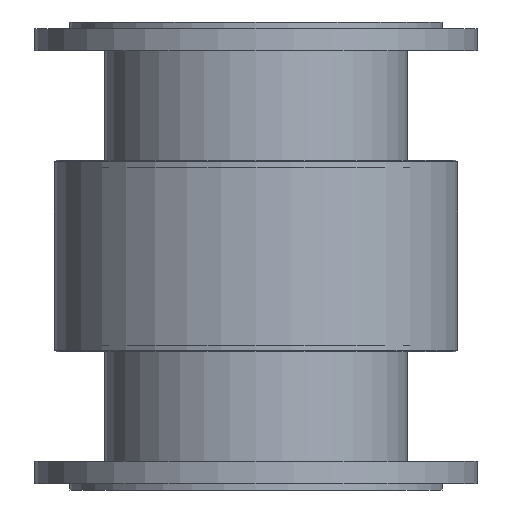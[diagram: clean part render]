
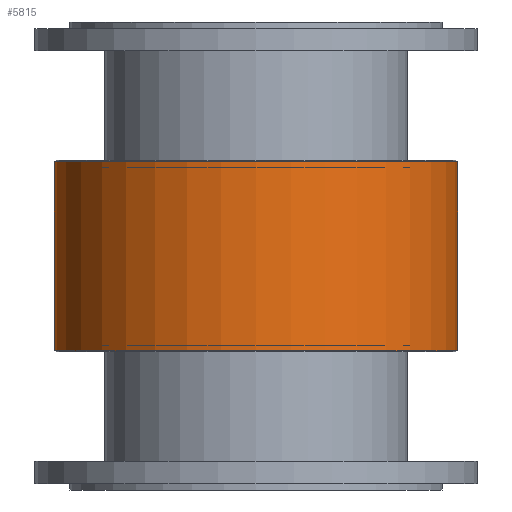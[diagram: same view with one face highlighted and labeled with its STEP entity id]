
A CAD part, front view. The second image highlights one B-rep face of the part: STEP entity #5815.
In plain terms, the highlighted cylindrical face has radius 237 mm (diameter 474 mm), a partial arc.
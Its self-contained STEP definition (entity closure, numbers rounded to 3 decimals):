
#202=B_SPLINE_CURVE_WITH_KNOTS('',3,(#9974,#9975,#9976,#9977,#9978,#9979,
#9980,#9981,#9982,#9983,#9984,#9985,#9986,#9987,#9988,#9989,#9990,#9991),
 .UNSPECIFIED.,.F.,.F.,(4,2,2,2,2,2,2,2,4),(3.015,3.392,
3.769,4.146,4.523,4.899,5.276,
5.653,6.03),.UNSPECIFIED.);
#203=B_SPLINE_CURVE_WITH_KNOTS('',3,(#9992,#9993,#9994,#9995,#9996,#9997,
#9998,#9999,#10000,#10001,#10002,#10003,#10004,#10005,#10006,#10007,#10008,
#10009),.UNSPECIFIED.,.F.,.F.,(4,2,2,2,2,2,2,2,4),(6.03,6.407,
6.784,7.161,7.538,7.914,8.291,
8.668,9.045),.UNSPECIFIED.);
#463=LINE('',#9918,#760);
#464=LINE('',#9922,#761);
#465=LINE('',#9926,#762);
#466=LINE('',#9928,#763);
#467=LINE('',#9967,#764);
#760=VECTOR('',#7628,237.);
#761=VECTOR('',#7631,237.);
#762=VECTOR('',#7634,237.);
#763=VECTOR('',#7635,10.);
#764=VECTOR('',#7636,10.);
#930=CYLINDRICAL_SURFACE('',#6376,237.);
#1270=FACE_OUTER_BOUND('',#1697,.T.);
#1697=EDGE_LOOP('',(#4434,#4435,#4436,#4437,#4438,#4439,#4440,#4441,#4442));
#2051=CIRCLE('',#6374,237.);
#2053=CIRCLE('',#6377,237.);
#2504=VERTEX_POINT('',#9916);
#2505=VERTEX_POINT('',#9917);
#2506=VERTEX_POINT('',#9919);
#2507=VERTEX_POINT('',#9921);
#2508=VERTEX_POINT('',#9923);
#2509=VERTEX_POINT('',#9925);
#2510=VERTEX_POINT('',#9927);
#2512=VERTEX_POINT('',#9948);
#2514=VERTEX_POINT('',#9973);
#3173=EDGE_CURVE('',#2504,#2505,#463,.T.);
#3175=EDGE_CURVE('',#2507,#2506,#464,.T.);
#3177=EDGE_CURVE('',#2509,#2508,#465,.T.);
#3178=EDGE_CURVE('',#2510,#2509,#466,.T.);
#3181=EDGE_CURVE('',#2505,#2512,#467,.T.);
#3182=EDGE_CURVE('',#2507,#2508,#2051,.T.);
#3184=EDGE_CURVE('',#2512,#2514,#202,.T.);
#3185=EDGE_CURVE('',#2514,#2510,#203,.T.);
#3186=EDGE_CURVE('',#2504,#2506,#2053,.T.);
#4434=ORIENTED_EDGE('',*,*,#3173,.T.);
#4435=ORIENTED_EDGE('',*,*,#3181,.T.);
#4436=ORIENTED_EDGE('',*,*,#3184,.T.);
#4437=ORIENTED_EDGE('',*,*,#3185,.T.);
#4438=ORIENTED_EDGE('',*,*,#3178,.T.);
#4439=ORIENTED_EDGE('',*,*,#3177,.T.);
#4440=ORIENTED_EDGE('',*,*,#3182,.F.);
#4441=ORIENTED_EDGE('',*,*,#3175,.T.);
#4442=ORIENTED_EDGE('',*,*,#3186,.F.);
#5815=ADVANCED_FACE('',(#1270),#930,.T.);
#6374=AXIS2_PLACEMENT_3D('',#9969,#7639,#7640);
#6376=AXIS2_PLACEMENT_3D('',#9972,#7643,#7644);
#6377=AXIS2_PLACEMENT_3D('',#10010,#7645,#7646);
#7628=DIRECTION('',(0.,0.,1.));
#7631=DIRECTION('',(0.,0.,-1.));
#7634=DIRECTION('',(0.,0.,1.));
#7635=DIRECTION('',(0.,0.,1.));
#7636=DIRECTION('',(0.,0.,1.));
#7639=DIRECTION('center_axis',(0.,0.,1.));
#7640=DIRECTION('ref_axis',(1.,0.,0.));
#7643=DIRECTION('center_axis',(0.,0.,1.));
#7644=DIRECTION('ref_axis',(0.,-1.,0.));
#7645=DIRECTION('center_axis',(0.,0.,-1.));
#7646=DIRECTION('ref_axis',(1.,0.,0.));
#9916=CARTESIAN_POINT('',(-17.963,240.971,-111.));
#9917=CARTESIAN_POINT('',(-17.963,240.971,-21.));
#9918=CARTESIAN_POINT('',(-17.963,240.971,0.));
#9919=CARTESIAN_POINT('',(-254.963,3.971,-111.));
#9921=CARTESIAN_POINT('',(-254.963,3.971,111.));
#9922=CARTESIAN_POINT('',(-254.963,3.971,0.));
#9923=CARTESIAN_POINT('',(-17.963,240.971,111.));
#9925=CARTESIAN_POINT('',(-17.963,240.971,21.));
#9926=CARTESIAN_POINT('',(-17.963,240.971,0.));
#9927=CARTESIAN_POINT('',(-17.963,240.971,20.));
#9928=CARTESIAN_POINT('',(-17.963,240.971,0.));
#9948=CARTESIAN_POINT('',(-17.963,240.971,-20.));
#9967=CARTESIAN_POINT('',(-17.963,240.971,0.));
#9969=CARTESIAN_POINT('Origin',(-17.963,3.971,111.));
#9972=CARTESIAN_POINT('Origin',(-17.963,3.971,0.));
#9973=CARTESIAN_POINT('',(2.037,240.126,0.));
#9974=CARTESIAN_POINT('Ctrl Pts',(-17.963,240.971,-20.));
#9975=CARTESIAN_POINT('Ctrl Pts',(-16.707,240.971,-20.));
#9976=CARTESIAN_POINT('Ctrl Pts',(-15.408,240.961,-19.88));
#9977=CARTESIAN_POINT('Ctrl Pts',(-12.824,240.919,-19.373));
#9978=CARTESIAN_POINT('Ctrl Pts',(-11.539,240.887,-18.987));
#9979=CARTESIAN_POINT('Ctrl Pts',(-9.076,240.808,-17.967));
#9980=CARTESIAN_POINT('Ctrl Pts',(-7.895,240.76,-17.331));
#9981=CARTESIAN_POINT('Ctrl Pts',(-5.711,240.657,-15.863));
#9982=CARTESIAN_POINT('Ctrl Pts',(-4.708,240.602,-15.03));
#9983=CARTESIAN_POINT('Ctrl Pts',(-2.933,240.496,-13.255));
#9984=CARTESIAN_POINT('Ctrl Pts',(-2.1,240.441,-12.252));
#9985=CARTESIAN_POINT('Ctrl Pts',(-0.632,240.338,-10.068));
#9986=CARTESIAN_POINT('Ctrl Pts',(0.004,240.29,
-8.887));
#9987=CARTESIAN_POINT('Ctrl Pts',(1.024,240.21,-6.424));
#9988=CARTESIAN_POINT('Ctrl Pts',(1.41,240.178,-5.139));
#9989=CARTESIAN_POINT('Ctrl Pts',(1.917,240.136,-2.555));
#9990=CARTESIAN_POINT('Ctrl Pts',(2.037,240.126,-1.256));
#9991=CARTESIAN_POINT('Ctrl Pts',(2.037,240.126,0.));
#9992=CARTESIAN_POINT('Ctrl Pts',(2.037,240.126,0.));
#9993=CARTESIAN_POINT('Ctrl Pts',(2.037,240.126,1.256));
#9994=CARTESIAN_POINT('Ctrl Pts',(1.917,240.136,2.555));
#9995=CARTESIAN_POINT('Ctrl Pts',(1.41,240.178,5.139));
#9996=CARTESIAN_POINT('Ctrl Pts',(1.024,240.21,6.424));
#9997=CARTESIAN_POINT('Ctrl Pts',(0.004,240.29,
8.887));
#9998=CARTESIAN_POINT('Ctrl Pts',(-0.632,240.338,10.068));
#9999=CARTESIAN_POINT('Ctrl Pts',(-2.1,240.441,12.252));
#10000=CARTESIAN_POINT('Ctrl Pts',(-2.933,240.496,13.255));
#10001=CARTESIAN_POINT('Ctrl Pts',(-4.708,240.602,15.03));
#10002=CARTESIAN_POINT('Ctrl Pts',(-5.711,240.657,15.863));
#10003=CARTESIAN_POINT('Ctrl Pts',(-7.895,240.76,17.331));
#10004=CARTESIAN_POINT('Ctrl Pts',(-9.076,240.808,17.967));
#10005=CARTESIAN_POINT('Ctrl Pts',(-11.539,240.887,18.987));
#10006=CARTESIAN_POINT('Ctrl Pts',(-12.824,240.919,19.373));
#10007=CARTESIAN_POINT('Ctrl Pts',(-15.408,240.961,19.88));
#10008=CARTESIAN_POINT('Ctrl Pts',(-16.707,240.971,20.));
#10009=CARTESIAN_POINT('Ctrl Pts',(-17.963,240.971,20.));
#10010=CARTESIAN_POINT('Origin',(-17.963,3.971,-111.));
